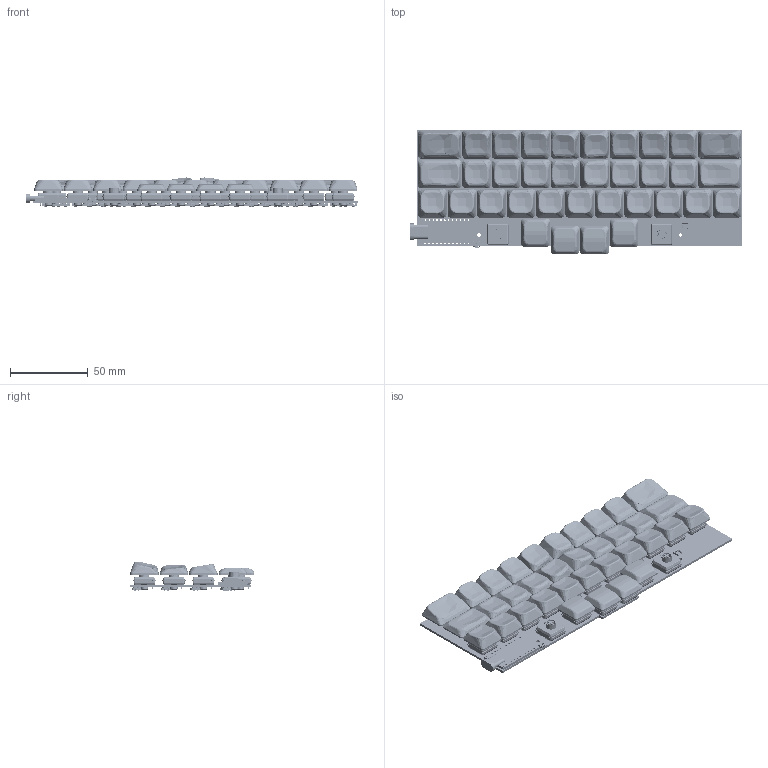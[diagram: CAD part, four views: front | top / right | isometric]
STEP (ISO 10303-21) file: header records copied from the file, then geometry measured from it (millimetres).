
FILE_DESCRIPTION(('KiCad electronic assembly'),'2;1');
FILE_NAME('test.step','2025-02-08T22:45:28',('Pcbnew'),('Kicad'), 'Open CASCADE STEP processor 7.8','KiCad to STEP converter','Unknown' );
FILE_SCHEMA(('AUTOMOTIVE_DESIGN { 1 0 10303 214 1 1 1 1 }'));
Length unit declared in the file: millimetre
Products named in the file (34): test 1; 781710002; 781710002wbm000_01; EVQPU-LC-02K; EVQPUC02K; supermini-nrf52840_netdot; supermini-nrf52840; Kailh_choc_v2; Kailh_PG1352; PG1350-socket; PG1350; 1u_home_tilted_r; Part 2; 1u_top; top; 1u_bottom; bottom; 1u_convex; convex; 1u_home; home; 1u_top_tilted_r; 1u_home_tilted; home_tilted; 1.5u_top; top_1.5u; 1.5u_home; home_1.5u; 1u_top_tilted; top_tilted_1u; 1.5u_home_r; draft_PCB
Assembly tree (129 placements, depth 3):
  test 1
    781710002
      781710002wbm000_01
    EVQPU-LC-02K
      EVQPUC02K
    supermini-nrf52840_netdot
      supermini-nrf52840
    Kailh_choc_v2  x37
      Kailh_PG1352
    PG1350-socket  x37
      PG1350
    1u_home_tilted_r
      Part 2
    1u_top  x6
      top
    1u_bottom  x11
      bottom
    1u_convex  x4
      convex
    1u_home  x6
      home
    1u_top_tilted_r
      Part 2
    1u_home_tilted
      home_tilted
    1.5u_top  x2
      top_1.5u
    1.5u_home
      home_1.5u
    1u_top_tilted
      top_tilted_1u
    1.5u_home_r
      Part 2
    draft_PCB
Bounding box: 213.98 x 80.53 x 18.71 mm (x, y, z)
Volume: 96303.9 mm3; surface area: 122103.4 mm2
Topology: 261 solids, 261 shells, 21889 faces, 54251 edges, 33635 vertices
Faces by surface type: plane 12862, cylinder 4536, bspline 2600, cone 1114, torus 555, revolution 222
Full cylindrical faces by diameter (mm): 0.75 x1, 1 x50, 1.9 x74, 2.2 x2, 3 x74, 5 x37
Entity records: 72391 total; most frequent: CARTESIAN_POINT 24768, ORIENTED_EDGE 10036, DIRECTION 8541, EDGE_CURVE 5018, VERTEX_POINT 3213, LINE 3153, VECTOR 3153, AXIS2_PLACEMENT_3D 2691
